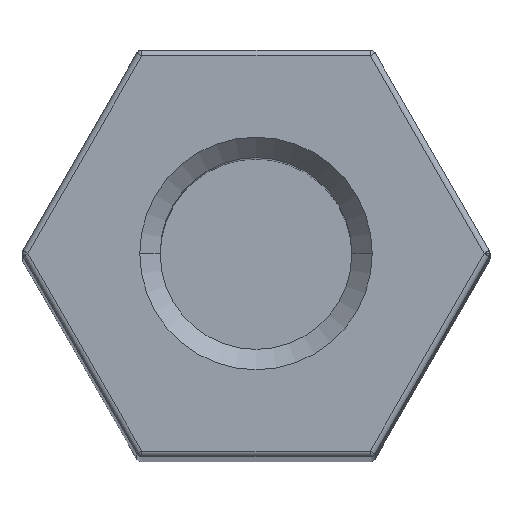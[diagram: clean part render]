
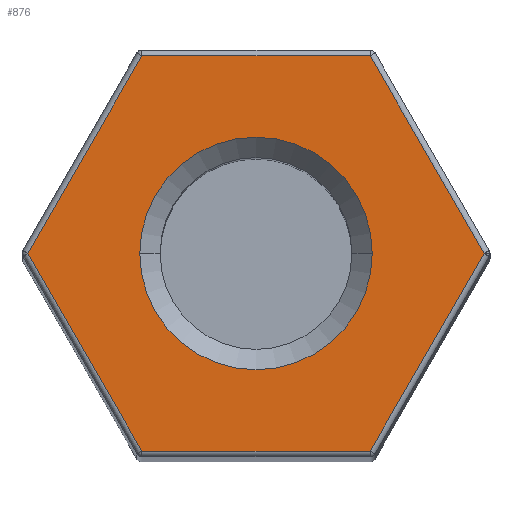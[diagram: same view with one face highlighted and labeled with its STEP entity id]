
A CAD part, top view. The second image highlights one B-rep face of the part: STEP entity #876.
In plain terms, the highlighted planar face has unit normal (0, 0, 1).
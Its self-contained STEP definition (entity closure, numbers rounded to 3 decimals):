
#41 = CARTESIAN_POINT ( 'NONE',  ( -1.963, 3.4, 50. ) ) ;
#43 = AXIS2_PLACEMENT_3D ( 'NONE', #582, #574, #572 ) ;
#77 = DIRECTION ( 'NONE',  ( 1., 0., 0. ) ) ;
#83 = DIRECTION ( 'NONE',  ( 0., 0., -1. ) ) ;
#99 = CIRCLE ( 'NONE', #1267, 2. ) ;
#103 = VERTEX_POINT ( 'NONE', #1207 ) ;
#113 = CARTESIAN_POINT ( 'NONE',  ( 3.926, 0., 50. ) ) ;
#123 = VERTEX_POINT ( 'NONE', #1151 ) ;
#141 = VECTOR ( 'NONE', #364, 1000. ) ;
#174 = AXIS2_PLACEMENT_3D ( 'NONE', #1045, #276, #1050 ) ;
#188 = CARTESIAN_POINT ( 'NONE',  ( 2., 0., 50. ) ) ;
#218 = CARTESIAN_POINT ( 'NONE',  ( -1.963, -3.4, 50. ) ) ;
#276 = DIRECTION ( 'NONE',  ( 0., 0., 1. ) ) ;
#309 = EDGE_CURVE ( 'NONE', #534, #1306, #990, .T. ) ;
#351 = CARTESIAN_POINT ( 'NONE',  ( -3.955, -0.05, 50. ) ) ;
#364 = DIRECTION ( 'NONE',  ( 0.5, -0.866, 0. ) ) ;
#368 = CARTESIAN_POINT ( 'NONE',  ( 1.934, 3.45, 50. ) ) ;
#380 = ORIENTED_EDGE ( 'NONE', *, *, #654, .T. ) ;
#399 = VERTEX_POINT ( 'NONE', #113 ) ;
#477 = VECTOR ( 'NONE', #1020, 1000. ) ;
#492 = FACE_BOUND ( 'NONE', #589, .T. ) ;
#511 = LINE ( 'NONE', #818, #141 ) ;
#534 = VERTEX_POINT ( 'NONE', #188 ) ;
#550 = VERTEX_POINT ( 'NONE', #41 ) ;
#572 = DIRECTION ( 'NONE',  ( 1., 0., 0. ) ) ;
#574 = DIRECTION ( 'NONE',  ( 0., 0., -1. ) ) ;
#582 = CARTESIAN_POINT ( 'NONE',  ( 0., 0., 50. ) ) ;
#589 = EDGE_LOOP ( 'NONE', ( #1361, #1158 ) ) ;
#598 = CARTESIAN_POINT ( 'NONE',  ( -2.021, 3.4, 50. ) ) ;
#602 = EDGE_LOOP ( 'NONE', ( #1299, #683, #380, #1372, #838, #1356 ) ) ;
#634 = PLANE ( 'NONE',  #174 ) ;
#644 = EDGE_CURVE ( 'NONE', #103, #550, #834, .T. ) ;
#647 = EDGE_CURVE ( 'NONE', #550, #951, #1331, .T. ) ;
#654 = EDGE_CURVE ( 'NONE', #951, #1324, #511, .T. ) ;
#683 = ORIENTED_EDGE ( 'NONE', *, *, #647, .T. ) ;
#686 = EDGE_CURVE ( 'NONE', #1324, #123, #803, .T. ) ;
#689 = EDGE_CURVE ( 'NONE', #123, #399, #1256, .T. ) ;
#692 = EDGE_CURVE ( 'NONE', #399, #103, #762, .T. ) ;
#694 = EDGE_CURVE ( 'NONE', #1306, #534, #99, .T. ) ;
#711 = DIRECTION ( 'NONE',  ( -1., 0., 0. ) ) ;
#715 = FACE_OUTER_BOUND ( 'NONE', #602, .T. ) ;
#762 = LINE ( 'NONE', #368, #1002 ) ;
#803 = LINE ( 'NONE', #824, #1033 ) ;
#818 = CARTESIAN_POINT ( 'NONE',  ( -1.934, -3.45, 50. ) ) ;
#824 = CARTESIAN_POINT ( 'NONE',  ( 2.021, -3.4, 50. ) ) ;
#830 = CARTESIAN_POINT ( 'NONE',  ( 0., 0., 50. ) ) ;
#834 = LINE ( 'NONE', #598, #1091 ) ;
#838 = ORIENTED_EDGE ( 'NONE', *, *, #689, .T. ) ;
#876 = ADVANCED_FACE ( 'NONE', ( #715, #492 ), #634, .T. ) ;
#932 = CARTESIAN_POINT ( 'NONE',  ( 3.955, 0.05, 50. ) ) ;
#936 = DIRECTION ( 'NONE',  ( 1., 0., 0. ) ) ;
#951 = VERTEX_POINT ( 'NONE', #1152 ) ;
#990 = CIRCLE ( 'NONE', #43, 2. ) ;
#1002 = VECTOR ( 'NONE', #1193, 1000. ) ;
#1013 = CARTESIAN_POINT ( 'NONE',  ( -2., 0., 50. ) ) ;
#1020 = DIRECTION ( 'NONE',  ( 0.5, 0.866, 0. ) ) ;
#1033 = VECTOR ( 'NONE', #77, 1000. ) ;
#1045 = CARTESIAN_POINT ( 'NONE',  ( 4.041, 0., 50. ) ) ;
#1050 = DIRECTION ( 'NONE',  ( 1., 0., 0. ) ) ;
#1060 = VECTOR ( 'NONE', #1106, 1000. ) ;
#1091 = VECTOR ( 'NONE', #711, 1000. ) ;
#1106 = DIRECTION ( 'NONE',  ( -0.5, -0.866, 0. ) ) ;
#1151 = CARTESIAN_POINT ( 'NONE',  ( 1.963, -3.4, 50. ) ) ;
#1152 = CARTESIAN_POINT ( 'NONE',  ( -3.926, 0., 50. ) ) ;
#1158 = ORIENTED_EDGE ( 'NONE', *, *, #694, .T. ) ;
#1193 = DIRECTION ( 'NONE',  ( -0.5, 0.866, 0. ) ) ;
#1207 = CARTESIAN_POINT ( 'NONE',  ( 1.963, 3.4, 50. ) ) ;
#1256 = LINE ( 'NONE', #932, #477 ) ;
#1267 = AXIS2_PLACEMENT_3D ( 'NONE', #830, #83, #936 ) ;
#1299 = ORIENTED_EDGE ( 'NONE', *, *, #644, .T. ) ;
#1306 = VERTEX_POINT ( 'NONE', #1013 ) ;
#1324 = VERTEX_POINT ( 'NONE', #218 ) ;
#1331 = LINE ( 'NONE', #351, #1060 ) ;
#1356 = ORIENTED_EDGE ( 'NONE', *, *, #692, .T. ) ;
#1361 = ORIENTED_EDGE ( 'NONE', *, *, #309, .T. ) ;
#1372 = ORIENTED_EDGE ( 'NONE', *, *, #686, .T. ) ;
